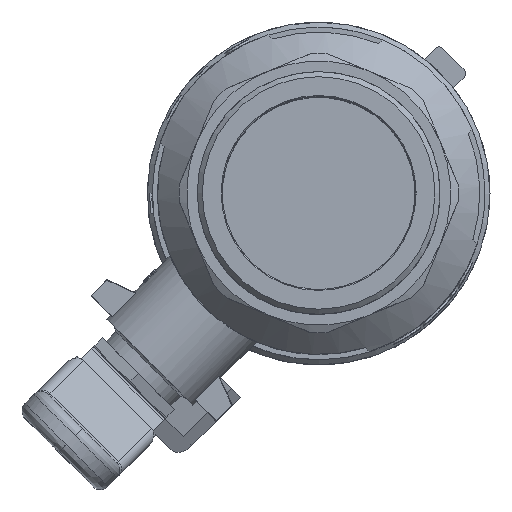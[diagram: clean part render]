
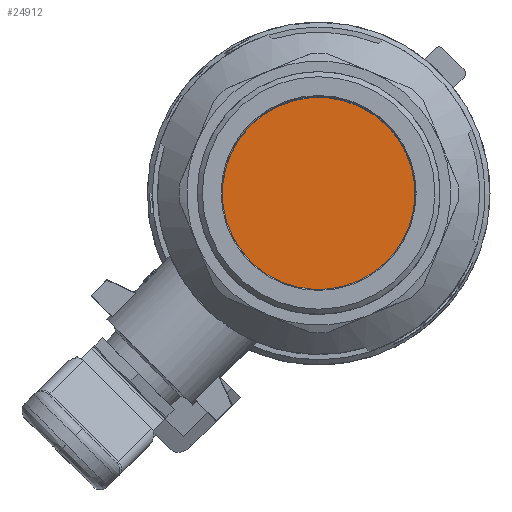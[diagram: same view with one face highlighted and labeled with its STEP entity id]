
A CAD part, top view. The second image highlights one B-rep face of the part: STEP entity #24912.
In plain terms, the highlighted face is planar.
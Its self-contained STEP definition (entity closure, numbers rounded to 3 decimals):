
#12490=ORIENTED_EDGE('',*,*,#16306,.T.);
#16306=EDGE_CURVE('',#18833,#18833,#19300,.T.);
#18833=VERTEX_POINT('',#57228);
#19300=CIRCLE('',#36841,22.5);
#20807=EDGE_LOOP('',(#12490));
#22341=FACE_BOUND('',#20807,.T.);
#23554=PLANE('',#36843);
#24912=ADVANCED_FACE('',(#22341),#23554,.T.);
#36841=AXIS2_PLACEMENT_3D('',#57227,#45167,#45168);
#36843=AXIS2_PLACEMENT_3D('',#57231,#45171,#45172);
#45167=DIRECTION('',(0.,1.,0.));
#45168=DIRECTION('',(1.,0.,0.));
#45171=DIRECTION('',(0.,1.,0.));
#45172=DIRECTION('',(0.,0.,1.));
#57227=CARTESIAN_POINT('',(0.,3.,0.));
#57228=CARTESIAN_POINT('',(22.5,3.,0.));
#57231=CARTESIAN_POINT('',(0.,3.,0.));
